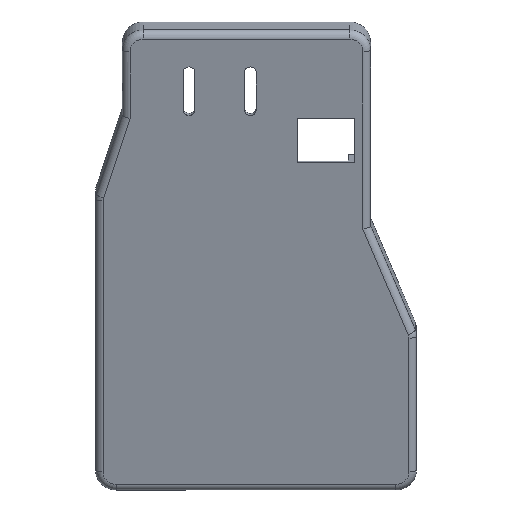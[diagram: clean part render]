
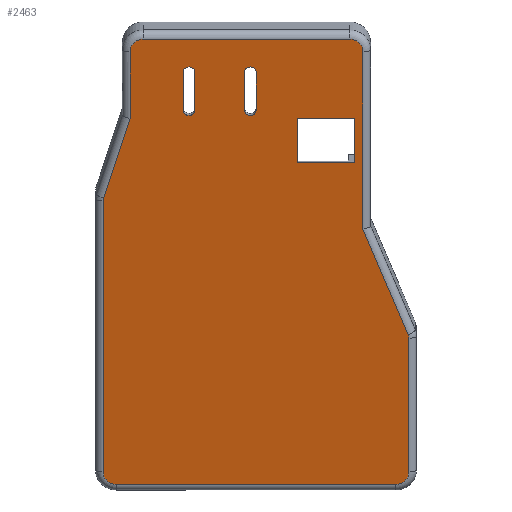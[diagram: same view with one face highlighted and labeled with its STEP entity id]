
A CAD part, left-side view. The second image highlights one B-rep face of the part: STEP entity #2463.
In plain terms, the highlighted face is planar.
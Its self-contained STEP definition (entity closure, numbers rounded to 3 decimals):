
#40=FACE_BOUND('',#353,.T.);
#41=FACE_BOUND('',#354,.T.);
#42=FACE_BOUND('',#355,.T.);
#95=PLANE('',#2707);
#209=FACE_OUTER_BOUND('',#352,.T.);
#352=EDGE_LOOP('',(#2126,#2127,#2128,#2129,#2130,#2131,#2132,#2133,#2134,
#2135,#2136,#2137,#2138,#2139));
#353=EDGE_LOOP('',(#2140,#2141,#2142,#2143));
#354=EDGE_LOOP('',(#2144,#2145,#2146,#2147));
#355=EDGE_LOOP('',(#2148,#2149,#2150,#2151));
#500=LINE('',#3883,#734);
#502=LINE('',#3889,#736);
#506=LINE('',#3899,#740);
#508=LINE('',#3905,#742);
#531=LINE('',#3995,#765);
#535=LINE('',#4002,#769);
#537=LINE('',#4007,#771);
#587=LINE('',#4128,#821);
#588=LINE('',#4130,#822);
#589=LINE('',#4134,#823);
#590=LINE('',#4138,#824);
#591=LINE('',#4140,#825);
#592=LINE('',#4144,#826);
#593=LINE('',#4148,#827);
#594=LINE('',#4152,#828);
#595=LINE('',#4154,#829);
#734=VECTOR('',#3107,10.);
#736=VECTOR('',#3115,10.);
#740=VECTOR('',#3125,10.);
#742=VECTOR('',#3133,10.);
#765=VECTOR('',#3206,1.);
#769=VECTOR('',#3214,1.);
#771=VECTOR('',#3220,1.);
#821=VECTOR('',#3364,1.);
#822=VECTOR('',#3365,1.);
#823=VECTOR('',#3368,1.);
#824=VECTOR('',#3371,1.);
#825=VECTOR('',#3372,1.);
#826=VECTOR('',#3375,1.);
#827=VECTOR('',#3378,1.);
#828=VECTOR('',#3381,1.);
#829=VECTOR('',#3384,1.);
#919=CIRCLE('',#2621,1.55);
#920=CIRCLE('',#2624,1.55);
#921=CIRCLE('',#2627,1.55);
#922=CIRCLE('',#2630,1.55);
#955=CIRCLE('',#2708,3.4);
#956=CIRCLE('',#2709,3.4);
#957=CIRCLE('',#2710,2.4);
#958=CIRCLE('',#2711,3.4);
#959=CIRCLE('',#2712,3.4);
#960=CIRCLE('',#2713,2.4);
#1105=VERTEX_POINT('',#3875);
#1106=VERTEX_POINT('',#3877);
#1107=VERTEX_POINT('',#3881);
#1108=VERTEX_POINT('',#3885);
#1109=VERTEX_POINT('',#3891);
#1110=VERTEX_POINT('',#3893);
#1111=VERTEX_POINT('',#3897);
#1112=VERTEX_POINT('',#3901);
#1153=VERTEX_POINT('',#3993);
#1154=VERTEX_POINT('',#3994);
#1155=VERTEX_POINT('',#4001);
#1156=VERTEX_POINT('',#4006);
#1179=VERTEX_POINT('',#4126);
#1180=VERTEX_POINT('',#4127);
#1181=VERTEX_POINT('',#4129);
#1182=VERTEX_POINT('',#4131);
#1183=VERTEX_POINT('',#4133);
#1184=VERTEX_POINT('',#4135);
#1185=VERTEX_POINT('',#4137);
#1186=VERTEX_POINT('',#4139);
#1187=VERTEX_POINT('',#4141);
#1188=VERTEX_POINT('',#4143);
#1189=VERTEX_POINT('',#4145);
#1190=VERTEX_POINT('',#4147);
#1191=VERTEX_POINT('',#4149);
#1192=VERTEX_POINT('',#4151);
#1386=EDGE_CURVE('',#1106,#1105,#919,.T.);
#1389=EDGE_CURVE('',#1105,#1107,#500,.T.);
#1391=EDGE_CURVE('',#1107,#1108,#920,.T.);
#1392=EDGE_CURVE('',#1108,#1106,#502,.T.);
#1394=EDGE_CURVE('',#1110,#1109,#921,.T.);
#1397=EDGE_CURVE('',#1109,#1111,#506,.T.);
#1399=EDGE_CURVE('',#1111,#1112,#922,.T.);
#1400=EDGE_CURVE('',#1112,#1110,#508,.T.);
#1445=EDGE_CURVE('',#1153,#1154,#531,.T.);
#1449=EDGE_CURVE('',#1154,#1155,#535,.T.);
#1451=EDGE_CURVE('',#1155,#1156,#537,.T.);
#1511=EDGE_CURVE('',#1179,#1180,#587,.T.);
#1512=EDGE_CURVE('',#1181,#1179,#588,.T.);
#1513=EDGE_CURVE('',#1182,#1181,#955,.T.);
#1514=EDGE_CURVE('',#1183,#1182,#589,.T.);
#1515=EDGE_CURVE('',#1184,#1183,#956,.T.);
#1516=EDGE_CURVE('',#1185,#1184,#590,.T.);
#1517=EDGE_CURVE('',#1186,#1185,#591,.T.);
#1518=EDGE_CURVE('',#1187,#1186,#957,.T.);
#1519=EDGE_CURVE('',#1188,#1187,#592,.T.);
#1520=EDGE_CURVE('',#1189,#1188,#958,.T.);
#1521=EDGE_CURVE('',#1190,#1189,#593,.T.);
#1522=EDGE_CURVE('',#1191,#1190,#959,.T.);
#1523=EDGE_CURVE('',#1192,#1191,#594,.T.);
#1524=EDGE_CURVE('',#1180,#1192,#960,.T.);
#1525=EDGE_CURVE('',#1156,#1153,#595,.T.);
#2126=ORIENTED_EDGE('',*,*,#1511,.F.);
#2127=ORIENTED_EDGE('',*,*,#1512,.F.);
#2128=ORIENTED_EDGE('',*,*,#1513,.F.);
#2129=ORIENTED_EDGE('',*,*,#1514,.F.);
#2130=ORIENTED_EDGE('',*,*,#1515,.F.);
#2131=ORIENTED_EDGE('',*,*,#1516,.F.);
#2132=ORIENTED_EDGE('',*,*,#1517,.F.);
#2133=ORIENTED_EDGE('',*,*,#1518,.F.);
#2134=ORIENTED_EDGE('',*,*,#1519,.F.);
#2135=ORIENTED_EDGE('',*,*,#1520,.F.);
#2136=ORIENTED_EDGE('',*,*,#1521,.F.);
#2137=ORIENTED_EDGE('',*,*,#1522,.F.);
#2138=ORIENTED_EDGE('',*,*,#1523,.F.);
#2139=ORIENTED_EDGE('',*,*,#1524,.F.);
#2140=ORIENTED_EDGE('',*,*,#1386,.T.);
#2141=ORIENTED_EDGE('',*,*,#1389,.T.);
#2142=ORIENTED_EDGE('',*,*,#1391,.T.);
#2143=ORIENTED_EDGE('',*,*,#1392,.T.);
#2144=ORIENTED_EDGE('',*,*,#1394,.T.);
#2145=ORIENTED_EDGE('',*,*,#1397,.T.);
#2146=ORIENTED_EDGE('',*,*,#1399,.T.);
#2147=ORIENTED_EDGE('',*,*,#1400,.T.);
#2148=ORIENTED_EDGE('',*,*,#1449,.T.);
#2149=ORIENTED_EDGE('',*,*,#1451,.T.);
#2150=ORIENTED_EDGE('',*,*,#1525,.T.);
#2151=ORIENTED_EDGE('',*,*,#1445,.T.);
#2463=ADVANCED_FACE('',(#209,#40,#41,#42),#95,.F.);
#2621=AXIS2_PLACEMENT_3D('',#3878,#3101,#3102);
#2624=AXIS2_PLACEMENT_3D('',#3887,#3111,#3112);
#2627=AXIS2_PLACEMENT_3D('',#3894,#3119,#3120);
#2630=AXIS2_PLACEMENT_3D('',#3903,#3129,#3130);
#2707=AXIS2_PLACEMENT_3D('',#4125,#3362,#3363);
#2708=AXIS2_PLACEMENT_3D('',#4132,#3366,#3367);
#2709=AXIS2_PLACEMENT_3D('',#4136,#3369,#3370);
#2710=AXIS2_PLACEMENT_3D('',#4142,#3373,#3374);
#2711=AXIS2_PLACEMENT_3D('',#4146,#3376,#3377);
#2712=AXIS2_PLACEMENT_3D('',#4150,#3379,#3380);
#2713=AXIS2_PLACEMENT_3D('',#4153,#3382,#3383);
#3101=DIRECTION('center_axis',(0.,0.,1.));
#3102=DIRECTION('ref_axis',(-1.,0.,0.));
#3107=DIRECTION('',(0.,-1.,0.));
#3111=DIRECTION('center_axis',(0.,0.,1.));
#3112=DIRECTION('ref_axis',(-1.,0.,0.));
#3115=DIRECTION('',(0.,1.,0.));
#3119=DIRECTION('center_axis',(0.,0.,1.));
#3120=DIRECTION('ref_axis',(-1.,0.,0.));
#3125=DIRECTION('',(0.,-1.,0.));
#3129=DIRECTION('center_axis',(0.,0.,1.));
#3130=DIRECTION('ref_axis',(-1.,0.,0.));
#3133=DIRECTION('',(0.,1.,0.));
#3206=DIRECTION('',(-1.,0.,0.));
#3214=DIRECTION('',(0.,-1.,0.));
#3220=DIRECTION('',(1.,0.,0.));
#3362=DIRECTION('center_axis',(0.,0.,1.));
#3363=DIRECTION('ref_axis',(1.,0.,0.));
#3364=DIRECTION('',(-0.383,-0.924,0.));
#3365=DIRECTION('',(0.,-1.,0.));
#3366=DIRECTION('center_axis',(0.,0.,1.));
#3367=DIRECTION('ref_axis',(0.,1.,0.));
#3368=DIRECTION('',(-1.,0.,0.));
#3369=DIRECTION('center_axis',(0.,0.,1.));
#3370=DIRECTION('ref_axis',(1.,0.,0.));
#3371=DIRECTION('',(0.,1.,0.));
#3372=DIRECTION('',(-0.304,0.953,0.));
#3373=DIRECTION('center_axis',(0.,0.,1.));
#3374=DIRECTION('ref_axis',(1.,0.,0.));
#3375=DIRECTION('',(0.,1.,0.));
#3376=DIRECTION('center_axis',(0.,0.,1.));
#3377=DIRECTION('ref_axis',(0.,-1.,0.));
#3378=DIRECTION('',(1.,0.,0.));
#3379=DIRECTION('center_axis',(0.,0.,1.));
#3380=DIRECTION('ref_axis',(-1.,0.,0.));
#3381=DIRECTION('',(0.,-1.,0.));
#3382=DIRECTION('center_axis',(0.,0.,1.));
#3383=DIRECTION('ref_axis',(-0.924,0.383,0.));
#3384=DIRECTION('',(0.,1.,0.));
#3875=CARTESIAN_POINT('',(155.529,-107.72,0.));
#3877=CARTESIAN_POINT('',(158.629,-107.72,0.));
#3878=CARTESIAN_POINT('Origin',(157.079,-107.72,0.));
#3881=CARTESIAN_POINT('',(155.529,-117.72,0.));
#3883=CARTESIAN_POINT('',(155.529,-139.774,0.));
#3885=CARTESIAN_POINT('',(158.629,-117.72,0.));
#3887=CARTESIAN_POINT('Origin',(157.079,-117.72,0.));
#3889=CARTESIAN_POINT('',(158.629,-134.774,0.));
#3891=CARTESIAN_POINT('',(139.529,-107.72,0.));
#3893=CARTESIAN_POINT('',(142.629,-107.72,0.));
#3894=CARTESIAN_POINT('Origin',(141.079,-107.72,0.));
#3897=CARTESIAN_POINT('',(139.529,-117.72,0.));
#3899=CARTESIAN_POINT('',(139.529,-139.774,0.));
#3901=CARTESIAN_POINT('',(142.629,-117.72,0.));
#3903=CARTESIAN_POINT('Origin',(141.079,-117.72,0.));
#3905=CARTESIAN_POINT('',(142.629,-134.774,0.));
#3993=CARTESIAN_POINT('',(128.82,-120.13,0.));
#3994=CARTESIAN_POINT('',(113.82,-120.13,0.));
#3995=CARTESIAN_POINT('',(128.82,-120.13,0.));
#4001=CARTESIAN_POINT('',(113.82,-132.13,0.));
#4002=CARTESIAN_POINT('',(113.82,-120.13,0.));
#4006=CARTESIAN_POINT('',(128.82,-132.13,0.));
#4007=CARTESIAN_POINT('',(113.82,-132.13,0.));
#4125=CARTESIAN_POINT('Origin',(141.319,-161.828,0.));
#4126=CARTESIAN_POINT('',(111.69,-150.048,0.));
#4127=CARTESIAN_POINT('',(99.873,-178.577,0.));
#4128=CARTESIAN_POINT('',(111.538,-150.415,0.));
#4129=CARTESIAN_POINT('',(111.69,-102.1,0.));
#4130=CARTESIAN_POINT('',(111.69,-102.1,0.));
#4131=CARTESIAN_POINT('',(115.09,-98.7,0.));
#4132=CARTESIAN_POINT('Origin',(115.09,-102.1,0.));
#4133=CARTESIAN_POINT('',(169.059,-98.7,0.));
#4134=CARTESIAN_POINT('',(169.059,-98.7,0.));
#4135=CARTESIAN_POINT('',(172.459,-102.1,0.));
#4136=CARTESIAN_POINT('Origin',(169.059,-102.1,0.));
#4137=CARTESIAN_POINT('',(172.459,-120.032,0.));
#4138=CARTESIAN_POINT('',(172.459,-119.72,0.));
#4139=CARTESIAN_POINT('',(179.376,-141.68,0.));
#4140=CARTESIAN_POINT('',(179.376,-141.68,0.));
#4141=CARTESIAN_POINT('',(179.49,-142.41,0.));
#4142=CARTESIAN_POINT('Origin',(177.09,-142.41,0.));
#4143=CARTESIAN_POINT('',(179.49,-215.6,0.));
#4144=CARTESIAN_POINT('',(179.49,-215.6,0.));
#4145=CARTESIAN_POINT('',(176.09,-219.,0.));
#4146=CARTESIAN_POINT('Origin',(176.09,-215.6,0.));
#4147=CARTESIAN_POINT('',(103.09,-219.,0.));
#4148=CARTESIAN_POINT('',(103.09,-219.,0.));
#4149=CARTESIAN_POINT('',(99.69,-215.6,0.));
#4150=CARTESIAN_POINT('Origin',(103.09,-215.6,0.));
#4151=CARTESIAN_POINT('',(99.69,-179.496,0.));
#4152=CARTESIAN_POINT('',(99.69,-179.496,0.));
#4153=CARTESIAN_POINT('Origin',(102.09,-179.496,0.));
#4154=CARTESIAN_POINT('',(128.82,-132.13,0.));
